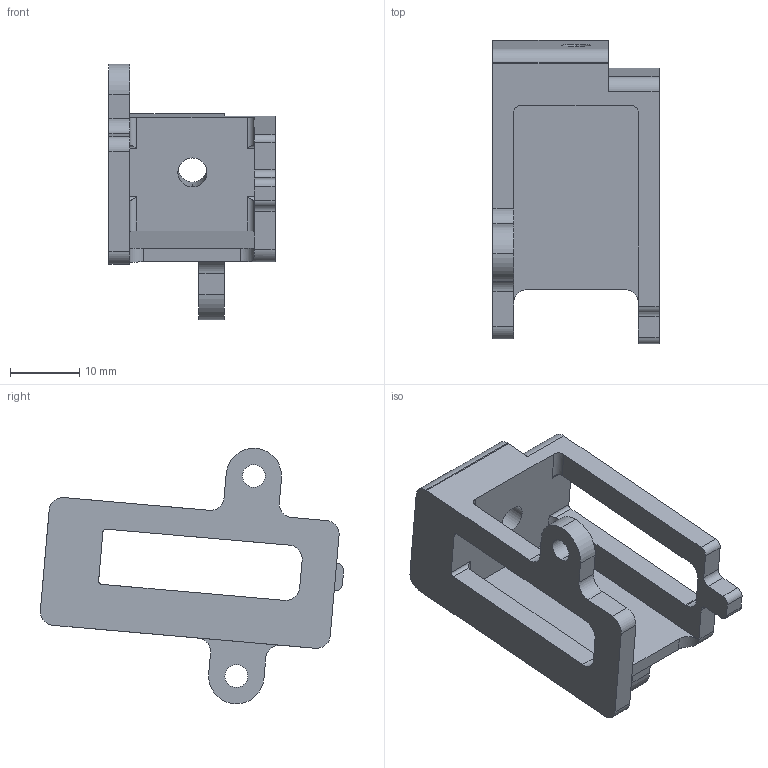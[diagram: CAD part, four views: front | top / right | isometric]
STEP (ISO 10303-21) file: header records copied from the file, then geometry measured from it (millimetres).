
FILE_DESCRIPTION (( 'STEP AP214' ), '1' );
FILE_NAME ('Enclosure Quote 3.STEP', '2025-09-05T05:01:03', ( '' ), ( '' ), 'SwSTEP 2.0', 'SolidWorks 2024', '' );
FILE_SCHEMA (( 'AUTOMOTIVE_DESIGN' ));
Length unit declared in the file: millimetre
Products named in the file (1): Enclosure Quote 3
Bounding box: 24 x 43.76 x 36.87 mm (x, y, z)
Volume: 6502.6 mm3; surface area: 5150.1 mm2
Topology: 1 solids, 1 shells, 77 faces, 225 edges, 149 vertices
Faces by surface type: cylinder 46, plane 31
Entity records: 2665 total; most frequent: CARTESIAN_POINT 509, DIRECTION 458, ORIENTED_EDGE 450, EDGE_CURVE 225, AXIS2_PLACEMENT_3D 162, VERTEX_POINT 149, LINE 134, VECTOR 134
